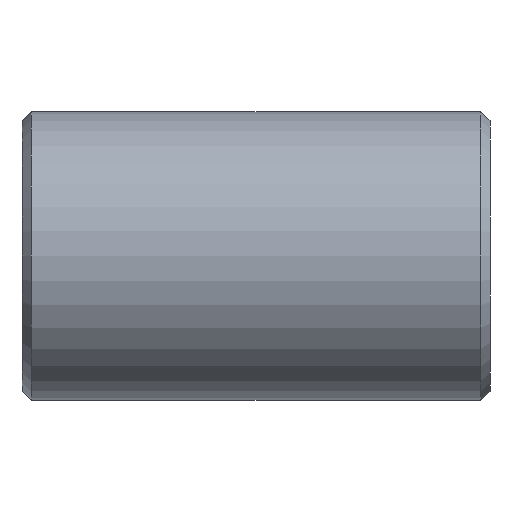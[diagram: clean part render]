
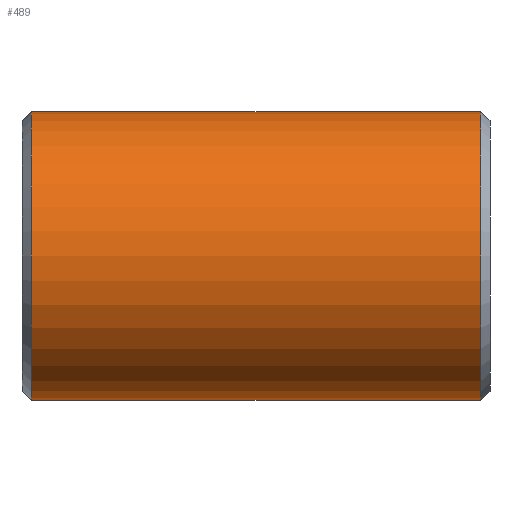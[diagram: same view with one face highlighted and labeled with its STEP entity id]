
A CAD part, front view. The second image highlights one B-rep face of the part: STEP entity #489.
In plain terms, the highlighted cylindrical face has radius 109.537 mm (diameter 219.075 mm), a partial arc.
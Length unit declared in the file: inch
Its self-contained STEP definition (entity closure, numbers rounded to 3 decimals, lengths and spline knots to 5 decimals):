
#9 = CARTESIAN_POINT ( 'NONE',  ( -6.72933, 0., -4.3125 ) ) ;
#23 = CYLINDRICAL_SURFACE ( 'NONE', #264, 4.3125 ) ;
#26 = CARTESIAN_POINT ( 'NONE',  ( 6.72933, 0., -4.3125 ) ) ;
#34 = EDGE_CURVE ( 'NONE', #244, #270, #367, .T. ) ;
#41 = EDGE_CURVE ( 'NONE', #564, #270, #129, .T. ) ;
#50 = VECTOR ( 'NONE', #252, 39.37008 ) ;
#57 = CARTESIAN_POINT ( 'NONE',  ( 7., 0., 4.3125 ) ) ;
#76 = DIRECTION ( 'NONE',  ( -1., 0., 0. ) ) ;
#82 = CARTESIAN_POINT ( 'NONE',  ( 7., 0., 0. ) ) ;
#83 = CIRCLE ( 'NONE', #415, 4.3125 ) ;
#87 = EDGE_CURVE ( 'NONE', #439, #250, #83, .T. ) ;
#100 = CARTESIAN_POINT ( 'NONE',  ( 6.72933, 0., 0. ) ) ;
#120 = DIRECTION ( 'NONE',  ( -1., 0., 0. ) ) ;
#129 = LINE ( 'NONE', #313, #131 ) ;
#131 = VECTOR ( 'NONE', #120, 39.37008 ) ;
#173 = DIRECTION ( 'NONE',  ( 0., 0., 1. ) ) ;
#178 = CARTESIAN_POINT ( 'NONE',  ( -6.72933, 0., 0. ) ) ;
#203 = ORIENTED_EDGE ( 'NONE', *, *, #437, .F. ) ;
#213 = LINE ( 'NONE', #346, #350 ) ;
#219 = AXIS2_PLACEMENT_3D ( 'NONE', #178, #533, #401 ) ;
#244 = VERTEX_POINT ( 'NONE', #327 ) ;
#250 = VERTEX_POINT ( 'NONE', #520 ) ;
#252 = DIRECTION ( 'NONE',  ( -1., 0., 0. ) ) ;
#255 = ORIENTED_EDGE ( 'NONE', *, *, #87, .T. ) ;
#262 = FACE_OUTER_BOUND ( 'NONE', #423, .T. ) ;
#264 = AXIS2_PLACEMENT_3D ( 'NONE', #82, #76, #173 ) ;
#270 = VERTEX_POINT ( 'NONE', #9 ) ;
#293 = LINE ( 'NONE', #57, #515 ) ;
#294 = ORIENTED_EDGE ( 'NONE', *, *, #385, .T. ) ;
#300 = EDGE_CURVE ( 'NONE', #383, #244, #467, .T. ) ;
#313 = CARTESIAN_POINT ( 'NONE',  ( 7., 0., -4.3125 ) ) ;
#327 = CARTESIAN_POINT ( 'NONE',  ( -6.72933, 0., 4.3125 ) ) ;
#338 = DIRECTION ( 'NONE',  ( -1., 0., 0. ) ) ;
#344 = DIRECTION ( 'NONE',  ( -1., 0., 0. ) ) ;
#346 = CARTESIAN_POINT ( 'NONE',  ( 7., 0., -4.3125 ) ) ;
#350 = VECTOR ( 'NONE', #344, 39.37008 ) ;
#365 = DIRECTION ( 'NONE',  ( 0., 0., -1. ) ) ;
#367 = CIRCLE ( 'NONE', #219, 4.3125 ) ;
#373 = CARTESIAN_POINT ( 'NONE',  ( 0., 0., 4.3125 ) ) ;
#383 = VERTEX_POINT ( 'NONE', #373 ) ;
#385 = EDGE_CURVE ( 'NONE', #250, #383, #293, .T. ) ;
#401 = DIRECTION ( 'NONE',  ( 0., 0., 1. ) ) ;
#411 = CARTESIAN_POINT ( 'NONE',  ( 0., 0., -4.3125 ) ) ;
#415 = AXIS2_PLACEMENT_3D ( 'NONE', #100, #502, #365 ) ;
#423 = EDGE_LOOP ( 'NONE', ( #203, #255, #294, #570, #479, #582 ) ) ;
#437 = EDGE_CURVE ( 'NONE', #439, #564, #213, .T. ) ;
#439 = VERTEX_POINT ( 'NONE', #26 ) ;
#467 = LINE ( 'NONE', #561, #50 ) ;
#479 = ORIENTED_EDGE ( 'NONE', *, *, #34, .T. ) ;
#489 = ADVANCED_FACE ( 'NONE', ( #262 ), #23, .T. ) ;
#502 = DIRECTION ( 'NONE',  ( -1., 0., 0. ) ) ;
#515 = VECTOR ( 'NONE', #338, 39.37008 ) ;
#520 = CARTESIAN_POINT ( 'NONE',  ( 6.72933, 0., 4.3125 ) ) ;
#533 = DIRECTION ( 'NONE',  ( 1., 0., 0. ) ) ;
#561 = CARTESIAN_POINT ( 'NONE',  ( 7., 0., 4.3125 ) ) ;
#564 = VERTEX_POINT ( 'NONE', #411 ) ;
#570 = ORIENTED_EDGE ( 'NONE', *, *, #300, .T. ) ;
#582 = ORIENTED_EDGE ( 'NONE', *, *, #41, .F. ) ;
